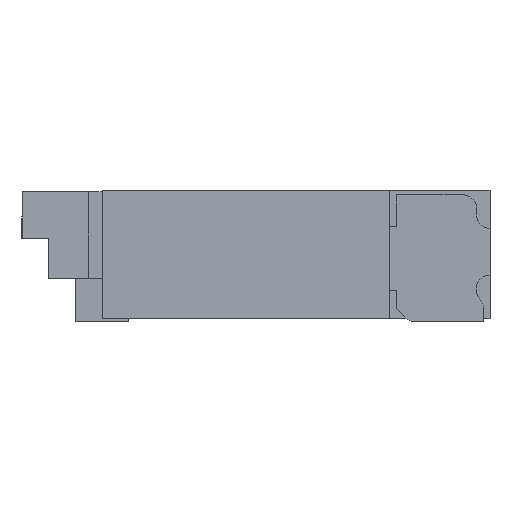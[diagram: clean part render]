
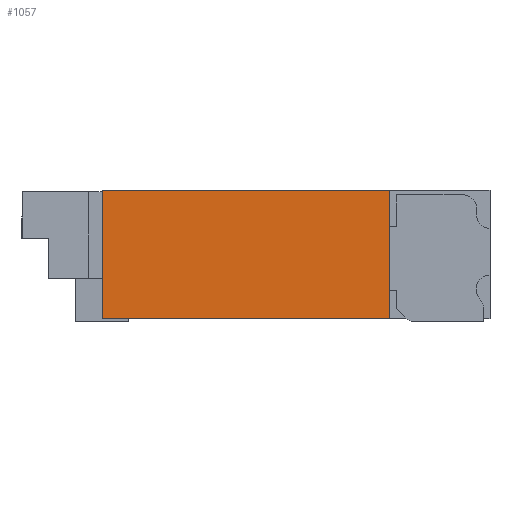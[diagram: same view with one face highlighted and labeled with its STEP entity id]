
A CAD part, left-side view. The second image highlights one B-rep face of the part: STEP entity #1057.
In plain terms, the highlighted planar face has unit normal (-1, 0, 0).
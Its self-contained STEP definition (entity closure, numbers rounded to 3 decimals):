
#1057 = ADVANCED_FACE( '', ( #2127 ), #2128, .T. );
#2127 = FACE_OUTER_BOUND( '', #3260, .T. );
#2128 = PLANE( '', #3261 );
#3260 = EDGE_LOOP( '', ( #6118, #6119, #6120, #6121 ) );
#3261 = AXIS2_PLACEMENT_3D( '', #6122, #6123, #6124 );
#6118 = ORIENTED_EDGE( '', *, *, #8268, .F. );
#6119 = ORIENTED_EDGE( '', *, *, #8329, .T. );
#6120 = ORIENTED_EDGE( '', *, *, #8369, .T. );
#6121 = ORIENTED_EDGE( '', *, *, #8773, .T. );
#6122 = CARTESIAN_POINT( '', ( -4., 0., 0. ) );
#6123 = DIRECTION( '', ( -1., 0., 0. ) );
#6124 = DIRECTION( '', ( 0., 0., 1. ) );
#8268 = EDGE_CURVE( '', #10362, #10364, #10365, .T. );
#8329 = EDGE_CURVE( '', #10362, #10463, #10465, .T. );
#8369 = EDGE_CURVE( '', #10463, #10524, #10526, .T. );
#8773 = EDGE_CURVE( '', #10524, #10364, #11082, .T. );
#10362 = VERTEX_POINT( '', #13323 );
#10364 = VERTEX_POINT( '', #13326 );
#10365 = LINE( '', #13327, #13328 );
#10463 = VERTEX_POINT( '', #13483 );
#10465 = LINE( '', #13486, #13487 );
#10524 = VERTEX_POINT( '', #13577 );
#10526 = LINE( '', #13580, #13581 );
#11082 = LINE( '', #14434, #14435 );
#13323 = CARTESIAN_POINT( '', ( -4., -0.7, 0.48 ) );
#13326 = CARTESIAN_POINT( '', ( -4., -0.7, -0.48 ) );
#13327 = CARTESIAN_POINT( '', ( -4., -0.7, 0. ) );
#13328 = VECTOR( '', #15587, 1000. );
#13483 = CARTESIAN_POINT( '', ( -4., 1.45, 0.48 ) );
#13486 = CARTESIAN_POINT( '', ( -4., -1.45, 0.48 ) );
#13487 = VECTOR( '', #15646, 1000. );
#13577 = CARTESIAN_POINT( '', ( -4., 1.45, -0.48 ) );
#13580 = CARTESIAN_POINT( '', ( -4., 1.45, 0.48 ) );
#13581 = VECTOR( '', #15679, 1000. );
#14434 = CARTESIAN_POINT( '', ( -4., 1.45, -0.48 ) );
#14435 = VECTOR( '', #15989, 1000. );
#15587 = DIRECTION( '', ( 0., 0., -1. ) );
#15646 = DIRECTION( '', ( 0., 1., 0. ) );
#15679 = DIRECTION( '', ( 0., 0., -1. ) );
#15989 = DIRECTION( '', ( 0., -1., 0. ) );
